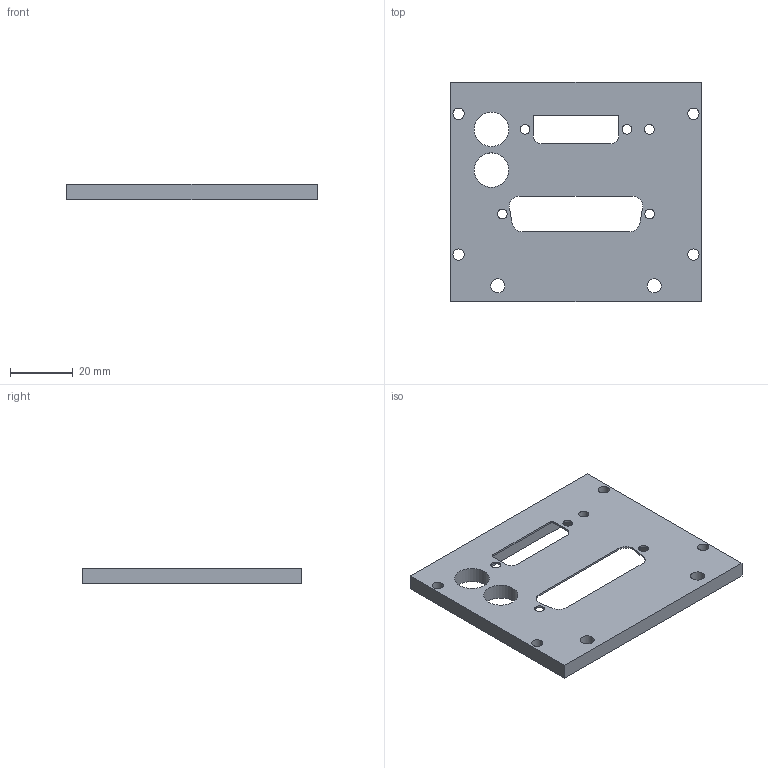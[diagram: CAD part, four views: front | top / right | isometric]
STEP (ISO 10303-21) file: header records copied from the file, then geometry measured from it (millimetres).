
FILE_DESCRIPTION(('FreeCAD Model'),'2;1');
FILE_NAME('Open CASCADE Shape Model','2025-09-01T01:55:05',(''),(''), 'Open CASCADE STEP processor 7.9','FreeCAD','Unknown');
FILE_SCHEMA(('AP242_MANAGED_MODEL_BASED_3D_ENGINEERING_MIM_LF {1 0 10303 442 1 1 4 }' ));
Length unit declared in the file: millimetre
Products named in the file (1): Body
Bounding box: 80 x 70 x 5 mm (x, y, z)
Volume: 13925.3 mm3; surface area: 12726.4 mm2
Topology: 1 solids, 1 shells, 70 faces, 198 edges, 132 vertices
Faces by surface type: cylinder 38, plane 32
Full cylindrical faces by diameter (mm): 3.1 x5, 3.5 x1, 3.6 x4, 4.5 x2, 11 x2
Entity records: 1596 total; most frequent: ORIENTED_EDGE 321, CARTESIAN_POINT 218, EDGE_CURVE 198, VERTEX_POINT 132, LINE 122, AXIS2_PLACEMENT_3D 121, FACE_BOUND 102, EDGE_LOOP 102
